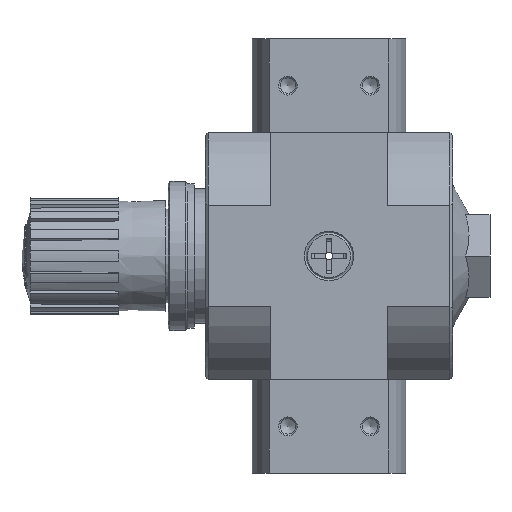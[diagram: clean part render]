
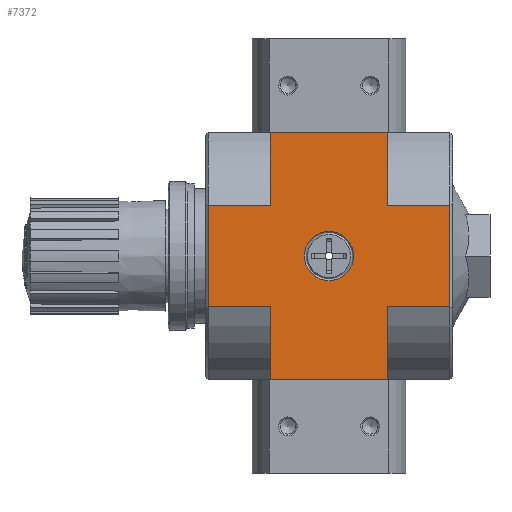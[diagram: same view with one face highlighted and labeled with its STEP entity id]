
A CAD part, left-side view. The second image highlights one B-rep face of the part: STEP entity #7372.
In plain terms, the highlighted face is planar.
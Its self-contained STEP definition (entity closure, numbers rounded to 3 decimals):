
#275=PLANE('',#7877);
#534=CIRCLE('',#7878,6.579);
#1036=ORIENTED_EDGE('',*,*,#2657,.F.);
#1037=ORIENTED_EDGE('',*,*,#2658,.T.);
#1038=ORIENTED_EDGE('',*,*,#2659,.F.);
#1039=ORIENTED_EDGE('',*,*,#2660,.T.);
#1040=ORIENTED_EDGE('',*,*,#2661,.F.);
#1041=ORIENTED_EDGE('',*,*,#2640,.F.);
#1042=ORIENTED_EDGE('',*,*,#2662,.T.);
#1043=ORIENTED_EDGE('',*,*,#2663,.T.);
#1044=ORIENTED_EDGE('',*,*,#2664,.T.);
#1045=ORIENTED_EDGE('',*,*,#2665,.T.);
#1046=ORIENTED_EDGE('',*,*,#2666,.T.);
#1047=ORIENTED_EDGE('',*,*,#2632,.F.);
#1048=ORIENTED_EDGE('',*,*,#2667,.F.);
#2632=EDGE_CURVE('',#3425,#3418,#3954,.T.);
#2640=EDGE_CURVE('',#3432,#3433,#3959,.T.);
#2657=EDGE_CURVE('',#3446,#3446,#534,.T.);
#2658=EDGE_CURVE('',#3447,#3448,#3975,.F.);
#2659=EDGE_CURVE('',#3449,#3448,#3976,.T.);
#2660=EDGE_CURVE('',#3449,#3450,#3977,.T.);
#2661=EDGE_CURVE('',#3433,#3450,#3978,.T.);
#2662=EDGE_CURVE('',#3432,#3451,#3979,.T.);
#2663=EDGE_CURVE('',#3451,#3452,#3980,.T.);
#2664=EDGE_CURVE('',#3452,#3453,#3981,.T.);
#2665=EDGE_CURVE('',#3453,#3454,#3982,.F.);
#2666=EDGE_CURVE('',#3454,#3418,#3983,.T.);
#2667=EDGE_CURVE('',#3447,#3425,#3984,.T.);
#3418=VERTEX_POINT('',#10830);
#3425=VERTEX_POINT('',#10845);
#3432=VERTEX_POINT('',#10861);
#3433=VERTEX_POINT('',#10863);
#3446=VERTEX_POINT('',#10895);
#3447=VERTEX_POINT('',#10897);
#3448=VERTEX_POINT('',#10898);
#3449=VERTEX_POINT('',#10900);
#3450=VERTEX_POINT('',#10902);
#3451=VERTEX_POINT('',#10905);
#3452=VERTEX_POINT('',#10907);
#3453=VERTEX_POINT('',#10909);
#3454=VERTEX_POINT('',#10911);
#3954=LINE('',#10846,#4352);
#3959=LINE('',#10862,#4357);
#3975=LINE('',#10896,#4373);
#3976=LINE('',#10899,#4374);
#3977=LINE('',#10901,#4375);
#3978=LINE('',#10903,#4376);
#3979=LINE('',#10904,#4377);
#3980=LINE('',#10906,#4378);
#3981=LINE('',#10908,#4379);
#3982=LINE('',#10910,#4380);
#3983=LINE('',#10912,#4381);
#3984=LINE('',#10913,#4382);
#4352=VECTOR('',#8831,1000.);
#4357=VECTOR('',#8844,1000.);
#4373=VECTOR('',#8868,1000.);
#4374=VECTOR('',#8869,1000.);
#4375=VECTOR('',#8870,1000.);
#4376=VECTOR('',#8871,1000.);
#4377=VECTOR('',#8872,1000.);
#4378=VECTOR('',#8873,1000.);
#4379=VECTOR('',#8874,1000.);
#4380=VECTOR('',#8875,1000.);
#4381=VECTOR('',#8876,1000.);
#4382=VECTOR('',#8877,1000.);
#4757=EDGE_LOOP('',(#1036));
#4758=EDGE_LOOP('',(#1037,#1038,#1039,#1040,#1041,#1042,#1043,#1044,#1045,
#1046,#1047,#1048));
#5283=FACE_BOUND('',#4757,.T.);
#5284=FACE_BOUND('',#4758,.T.);
#7372=ADVANCED_FACE('',(#5283,#5284),#275,.F.);
#7877=AXIS2_PLACEMENT_3D('',#10893,#8864,#8865);
#7878=AXIS2_PLACEMENT_3D('',#10894,#8866,#8867);
#8831=DIRECTION('',(0.,-1.,0.));
#8844=DIRECTION('',(0.,1.,0.));
#8864=DIRECTION('',(0.,0.,1.));
#8865=DIRECTION('',(1.,0.,0.));
#8866=DIRECTION('',(0.,0.,-1.));
#8867=DIRECTION('',(-1.,0.,0.));
#8868=DIRECTION('',(0.,-1.,0.));
#8869=DIRECTION('',(-1.,0.,0.));
#8870=DIRECTION('',(0.,-1.,0.));
#8871=DIRECTION('',(-1.,0.,0.));
#8872=DIRECTION('',(-1.,0.,0.));
#8873=DIRECTION('',(0.,-1.,0.));
#8874=DIRECTION('',(-1.,0.,0.));
#8875=DIRECTION('',(0.,-1.,0.));
#8876=DIRECTION('',(-1.,0.,0.));
#8877=DIRECTION('',(-1.,0.,0.));
#10830=CARTESIAN_POINT('',(-33.,-15.5,-33.));
#10845=CARTESIAN_POINT('',(-33.,15.5,-33.));
#10846=CARTESIAN_POINT('',(-33.,32.2,-33.));
#10861=CARTESIAN_POINT('',(33.,-15.5,-33.));
#10862=CARTESIAN_POINT('',(33.,-32.2,-33.));
#10863=CARTESIAN_POINT('',(33.,15.5,-33.));
#10893=CARTESIAN_POINT('',(0.,0.,-33.));
#10894=CARTESIAN_POINT('',(0.,0.,-33.));
#10895=CARTESIAN_POINT('',(-6.579,0.,-33.));
#10896=CARTESIAN_POINT('',(-13.619,50.5,-33.));
#10897=CARTESIAN_POINT('',(-13.619,15.5,-33.));
#10898=CARTESIAN_POINT('',(-13.619,32.2,-33.));
#10899=CARTESIAN_POINT('',(33.,32.2,-33.));
#10900=CARTESIAN_POINT('',(13.619,32.2,-33.));
#10901=CARTESIAN_POINT('',(13.619,50.5,-33.));
#10902=CARTESIAN_POINT('',(13.619,15.5,-33.));
#10903=CARTESIAN_POINT('',(0.,15.5,-33.));
#10904=CARTESIAN_POINT('',(0.,-15.5,-33.));
#10905=CARTESIAN_POINT('',(13.619,-15.5,-33.));
#10906=CARTESIAN_POINT('',(13.619,-15.5,-33.));
#10907=CARTESIAN_POINT('',(13.619,-32.2,-33.));
#10908=CARTESIAN_POINT('',(33.,-32.2,-33.));
#10909=CARTESIAN_POINT('',(-13.619,-32.2,-33.));
#10910=CARTESIAN_POINT('',(-13.619,-15.5,-33.));
#10911=CARTESIAN_POINT('',(-13.619,-15.5,-33.));
#10912=CARTESIAN_POINT('',(0.,-15.5,-33.));
#10913=CARTESIAN_POINT('',(0.,15.5,-33.));
